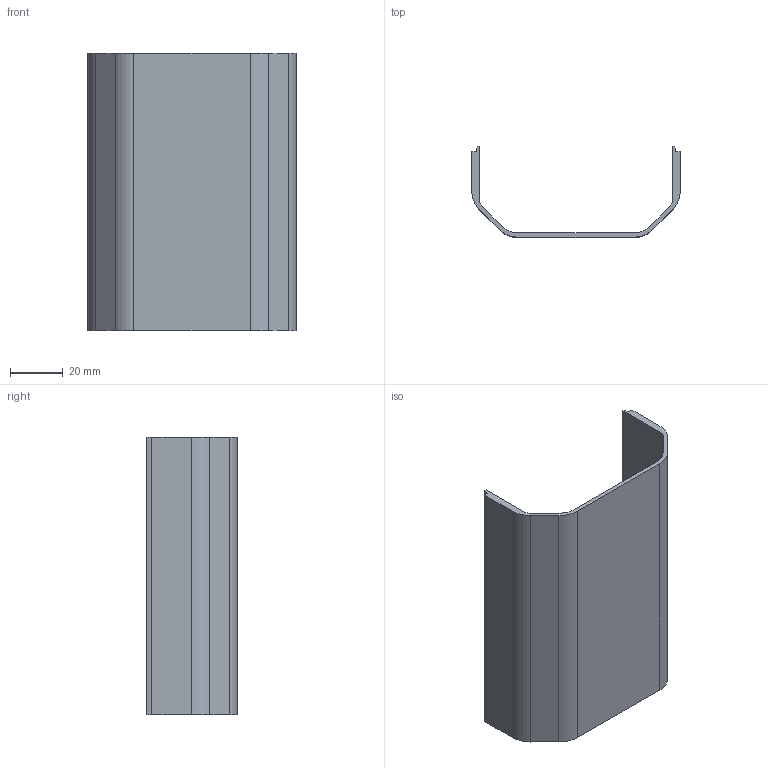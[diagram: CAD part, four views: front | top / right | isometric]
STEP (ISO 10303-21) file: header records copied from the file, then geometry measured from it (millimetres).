
FILE_DESCRIPTION(/* description */ (''),/* implementation_level */ '2;1');
FILE_NAME(/* name */ 'Body_CenterCover.step',/* time_stamp */ '2020-04-29T17:57:48+09:00',/* author */ (''),/* organization */ (''),/* preprocessor_version */ 'ST-DEVELOPER v18.1',/* originating_system */ 'Autodesk Translation Framework v9.2.0.1227',/* authorisation */ '');
FILE_SCHEMA (('AUTOMOTIVE_DESIGN { 1 0 10303 214 3 1 1 }'));
Length unit declared in the file: millimetre
Products named in the file (1): Body_CenterCover
Bounding box: 79.2 x 34.47 x 105.4 mm (x, y, z)
Volume: 25856.7 mm3; surface area: 28016.5 mm2
Topology: 1 solids, 1 shells, 26 faces, 73 edges, 49 vertices
Faces by surface type: plane 16, cylinder 10
Entity records: 878 total; most frequent: CARTESIAN_POINT 149, DIRECTION 147, ORIENTED_EDGE 146, EDGE_CURVE 73, LINE 53, VECTOR 53, VERTEX_POINT 49, AXIS2_PLACEMENT_3D 47
